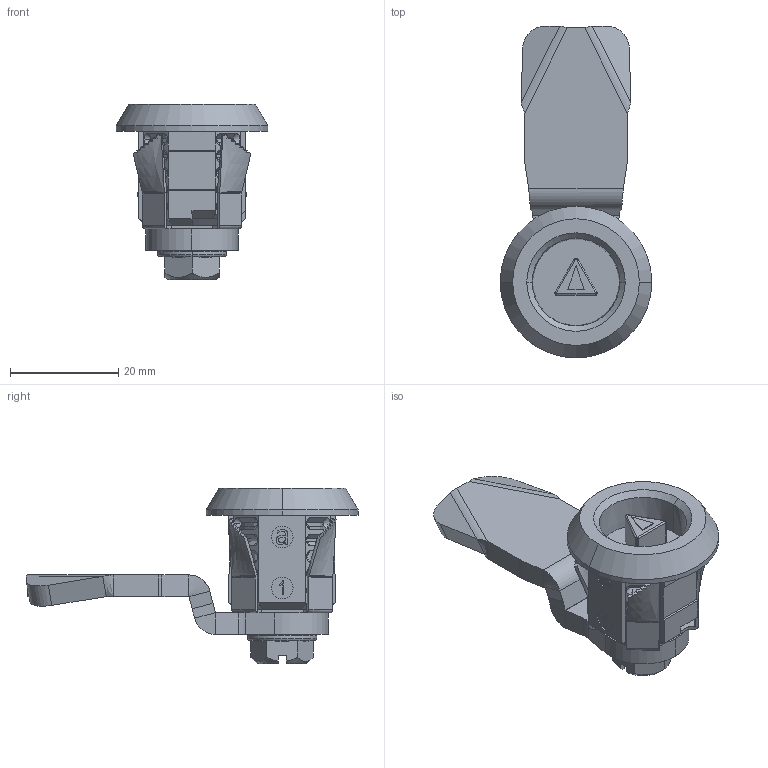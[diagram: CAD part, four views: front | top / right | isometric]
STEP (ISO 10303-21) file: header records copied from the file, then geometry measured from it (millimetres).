
FILE_DESCRIPTION (( 'STEP AP214' ), '1' );
FILE_NAME ('ky79.k.1.2.57.0.STEP', '2022-07-22T10:26:35', ( '' ), ( '' ), 'SwSTEP 2.0', 'SolidWorks 2021', '' );
FILE_SCHEMA (( 'AUTOMOTIVE_DESIGN' ));
Length unit declared in the file: millimetre
Products named in the file (1): ky79.k.1.2.57.0
Bounding box: 28 x 61.31 x 32.4 mm (x, y, z)
Surface area: 7375.2 mm2 (no closed solid volume)
Topology: 0 solids, 20 shells, 407 faces, 1215 edges, 812 vertices
Faces by surface type: plane 198, bspline 79, cone 69, cylinder 47, torus 7, sphere 7
Entity records: 22184 total; most frequent: CARTESIAN_POINT 7611, ORIENTED_EDGE 2086, DIRECTION 1814, EDGE_CURVE 1211, VERTEX_POINT 812, LINE 626, VECTOR 626, AXIS2_PLACEMENT_3D 594
